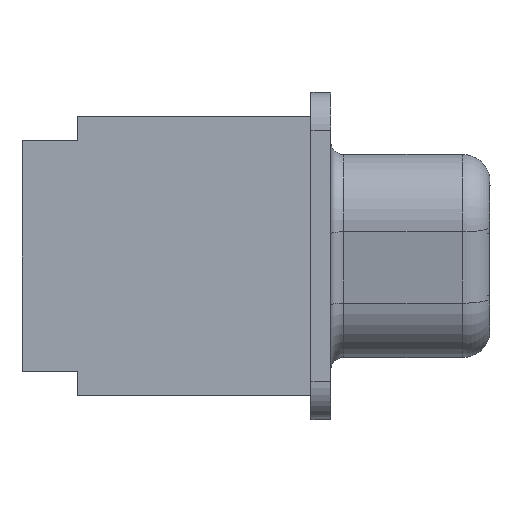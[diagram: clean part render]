
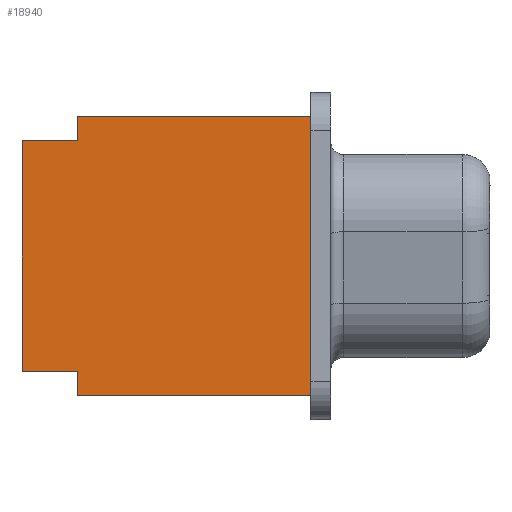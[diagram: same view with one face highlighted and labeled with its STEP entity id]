
A CAD part, left-side view. The second image highlights one B-rep face of the part: STEP entity #18940.
In plain terms, the highlighted face is planar.
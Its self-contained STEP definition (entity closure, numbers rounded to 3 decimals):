
#1410=CARTESIAN_POINT('',(-220.486,191.177,25.32));
#1420=VERTEX_POINT('',#1410);
#1450=CARTESIAN_POINT('',(-220.486,191.177,0.));
#1460=DIRECTION('',(0.,0.,1.));
#1470=VECTOR('',#1460,1.);
#1480=LINE('',#1450,#1470);
#1490=CARTESIAN_POINT('',(-220.486,191.177,23.12));
#1500=VERTEX_POINT('',#1490);
#1510=EDGE_CURVE('',#1500,#1420,#1480,.T.);
#4900=CARTESIAN_POINT('',(-210.436,191.177,23.12));
#4910=VERTEX_POINT('',#4900);
#4940=CARTESIAN_POINT('',(0.,191.177,23.12));
#4950=DIRECTION('',(-1.,0.,0.));
#4960=VECTOR('',#4950,1.);
#4970=LINE('',#4940,#4960);
#4980=CARTESIAN_POINT('',(-211.386,191.177,23.12));
#4990=VERTEX_POINT('',#4980);
#5000=EDGE_CURVE('',#4910,#4990,#4970,.T.);
#6050=CARTESIAN_POINT('',(-210.436,191.177,0.));
#6060=DIRECTION('',(0.,0.,1.));
#6070=VECTOR('',#6060,1.);
#6080=LINE('',#6050,#6070);
#6090=CARTESIAN_POINT('',(-210.436,191.177,13.908));
#6100=VERTEX_POINT('',#6090);
#6110=EDGE_CURVE('',#6100,#4910,#6080,.T.);
#9040=CARTESIAN_POINT('',(-221.436,191.177,23.12));
#9050=VERTEX_POINT('',#9040);
#9060=EDGE_CURVE('',#1500,#9050,#4970,.T.);
#14770=CARTESIAN_POINT('',(-211.386,191.177,0.));
#14780=DIRECTION('',(0.,0.,1.));
#14790=VECTOR('',#14780,1.);
#14800=LINE('',#14770,#14790);
#14810=CARTESIAN_POINT('',(-211.386,191.177,25.32));
#14820=VERTEX_POINT('',#14810);
#14830=EDGE_CURVE('',#4990,#14820,#14800,.T.);
#18620=CARTESIAN_POINT('',(-210.586,191.177,23.12));
#18630=DIRECTION('',(0.,-1.,-0.));
#18640=DIRECTION('',(-1.,0.,0.));
#18650=AXIS2_PLACEMENT_3D('',#18620,#18630,#18640);
#18660=PLANE('',#18650);
#18670=CARTESIAN_POINT('',(-221.436,191.177,0.));
#18680=DIRECTION('',(0.,0.,1.));
#18690=VECTOR('',#18680,1.);
#18700=LINE('',#18670,#18690);
#18710=CARTESIAN_POINT('',(-221.436,191.177,13.908));
#18720=VERTEX_POINT('',#18710);
#18730=EDGE_CURVE('',#18720,#9050,#18700,.T.);
#18740=ORIENTED_EDGE('',*,*,#18730,.F.);
#18750=ORIENTED_EDGE('',*,*,#9060,.T.);
#18760=ORIENTED_EDGE('',*,*,#1510,.F.);
#18770=CARTESIAN_POINT('',(0.,191.177,25.32));
#18780=DIRECTION('',(-1.,0.,0.));
#18790=VECTOR('',#18780,1.);
#18800=LINE('',#18770,#18790);
#18810=EDGE_CURVE('',#14820,#1420,#18800,.T.);
#18820=ORIENTED_EDGE('',*,*,#18810,.T.);
#18830=ORIENTED_EDGE('',*,*,#14830,.T.);
#18840=ORIENTED_EDGE('',*,*,#5000,.T.);
#18850=ORIENTED_EDGE('',*,*,#6110,.T.);
#18860=CARTESIAN_POINT('',(0.,191.177,13.908));
#18870=DIRECTION('',(1.,0.,0.));
#18880=VECTOR('',#18870,1.);
#18890=LINE('',#18860,#18880);
#18900=EDGE_CURVE('',#18720,#6100,#18890,.T.);
#18910=ORIENTED_EDGE('',*,*,#18900,.T.);
#18920=EDGE_LOOP('',(#18910,#18850,#18840,#18830,#18820,#18760,#18750,
#18740));
#18930=FACE_OUTER_BOUND('',#18920,.T.);
#18940=ADVANCED_FACE('',(#18930),#18660,.T.);
